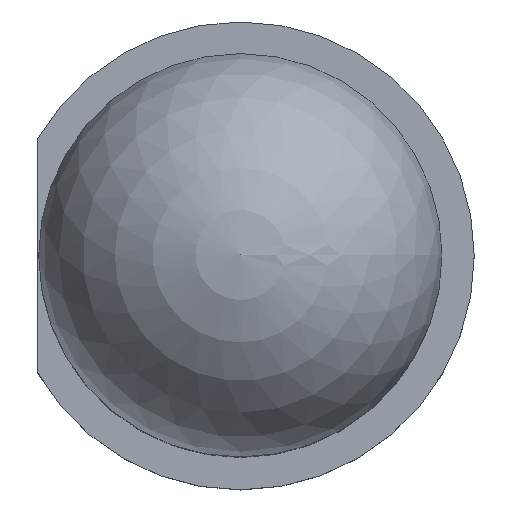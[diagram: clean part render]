
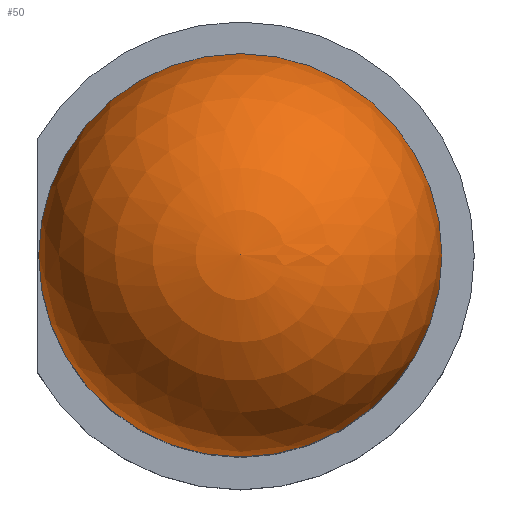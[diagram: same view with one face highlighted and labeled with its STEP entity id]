
A CAD part, top view. The second image highlights one B-rep face of the part: STEP entity #50.
In plain terms, the highlighted spherical face has radius 2.5 mm.
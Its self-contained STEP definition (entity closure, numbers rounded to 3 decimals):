
#24 = VERTEX_POINT('',#25);
#25 = CARTESIAN_POINT('',(2.5,0.,5.42));
#31 = EDGE_CURVE('',#24,#24,#32,.T.);
#32 = CIRCLE('',#33,2.5);
#33 = AXIS2_PLACEMENT_3D('',#34,#35,#36);
#34 = CARTESIAN_POINT('',(0.,0.,5.42));
#35 = DIRECTION('',(0.,0.,1.));
#36 = DIRECTION('',(1.,0.,0.));
#50 = ADVANCED_FACE('',(#51),#64,.T.);
#51 = FACE_BOUND('',#52,.T.);
#52 = EDGE_LOOP('',(#53,#62,#63));
#53 = ORIENTED_EDGE('',*,*,#54,.F.);
#54 = EDGE_CURVE('',#24,#55,#57,.T.);
#55 = VERTEX_POINT('',#56);
#56 = CARTESIAN_POINT('',(0.,0.,7.92));
#57 = CIRCLE('',#58,2.5);
#58 = AXIS2_PLACEMENT_3D('',#59,#60,#61);
#59 = CARTESIAN_POINT('',(0.,0.,5.42));
#60 = DIRECTION('',(0.,-1.,0.));
#61 = DIRECTION('',(1.,0.,0.));
#62 = ORIENTED_EDGE('',*,*,#31,.T.);
#63 = ORIENTED_EDGE('',*,*,#54,.T.);
#64 = SPHERICAL_SURFACE('',#65,2.5);
#65 = AXIS2_PLACEMENT_3D('',#66,#67,#68);
#66 = CARTESIAN_POINT('',(0.,0.,5.42));
#67 = DIRECTION('',(0.,0.,1.));
#68 = DIRECTION('',(1.,0.,0.));
